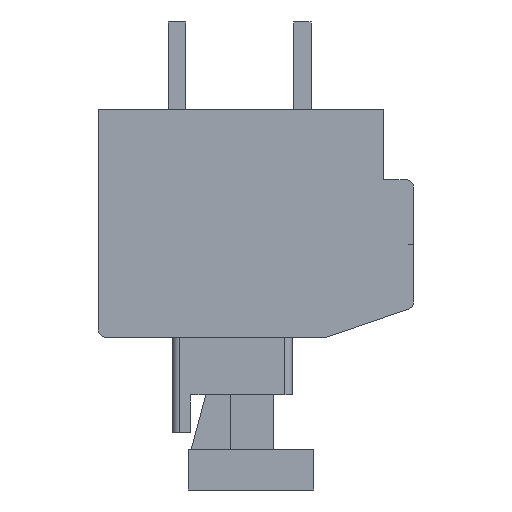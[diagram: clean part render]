
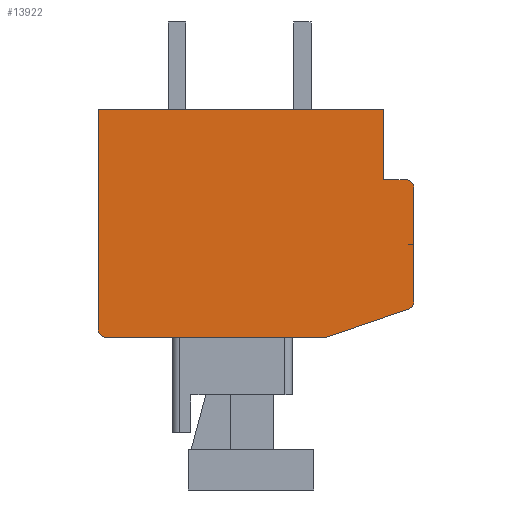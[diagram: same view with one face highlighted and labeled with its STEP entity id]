
A CAD part, front view. The second image highlights one B-rep face of the part: STEP entity #13922.
In plain terms, the highlighted planar face has unit normal (0, -1, 0).
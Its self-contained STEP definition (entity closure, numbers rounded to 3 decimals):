
#1=CARTESIAN_POINT('',(6.,-99.4,-3.136));
#2=DIRECTION('',(0.,-1.,0.));
#3=DIRECTION('',(0.324,0.,-0.946));
#4=AXIS2_PLACEMENT_3D('',#1,#2,#3);
#6=DIRECTION('',(-0.946,0.,-0.324));
#7=VECTOR('',#6,3.486);
#8=CARTESIAN_POINT('',(6.097,-99.4,-3.419));
#9=LINE('',#8,#7);
#10=DIRECTION('',(-1.,0.,0.));
#11=VECTOR('',#10,8.8);
#12=CARTESIAN_POINT('',(2.8,-99.4,-4.55));
#13=LINE('',#12,#11);
#14=CARTESIAN_POINT('',(-6.,-99.4,-4.25));
#15=DIRECTION('',(0.,-1.,0.));
#16=DIRECTION('',(-1.,0.,0.));
#17=AXIS2_PLACEMENT_3D('',#14,#15,#16);
#19=DIRECTION('',(0.,0.,1.));
#20=VECTOR('',#19,8.8);
#21=CARTESIAN_POINT('',(-6.3,-99.4,-4.25));
#22=LINE('',#21,#20);
#23=DIRECTION('',(1.,0.,0.));
#24=VECTOR('',#23,11.4);
#25=CARTESIAN_POINT('',(-6.3,-99.4,4.55));
#26=LINE('',#25,#24);
#27=DIRECTION('',(0.,0.,-1.));
#28=VECTOR('',#27,2.8);
#29=CARTESIAN_POINT('',(5.1,-99.4,4.55));
#30=LINE('',#29,#28);
#31=DIRECTION('',(1.,0.,0.));
#32=VECTOR('',#31,0.9);
#33=CARTESIAN_POINT('',(5.1,-99.4,1.75));
#34=LINE('',#33,#32);
#35=CARTESIAN_POINT('',(6.,-99.4,1.45));
#36=DIRECTION('',(0.,-1.,0.));
#37=DIRECTION('',(1.,0.,0.));
#38=AXIS2_PLACEMENT_3D('',#35,#36,#37);
#40=DIRECTION('',(0.,0.,-1.));
#41=VECTOR('',#40,4.586);
#42=CARTESIAN_POINT('',(6.3,-99.4,1.45));
#43=LINE('',#42,#41);
#10623=CARTESIAN_POINT('',(-6.3,-99.4,4.55));
#10624=CARTESIAN_POINT('',(5.1,-99.4,4.55));
#10625=VERTEX_POINT('',#10623);
#10626=VERTEX_POINT('',#10624);
#10627=CARTESIAN_POINT('',(5.1,-99.4,1.75));
#10628=VERTEX_POINT('',#10627);
#10629=CARTESIAN_POINT('',(6.097,-99.4,-3.419));
#10630=CARTESIAN_POINT('',(6.3,-99.4,-3.136));
#10631=VERTEX_POINT('',#10629);
#10632=VERTEX_POINT('',#10630);
#10633=CARTESIAN_POINT('',(6.3,-99.4,1.45));
#10634=CARTESIAN_POINT('',(6.,-99.4,1.75));
#10635=VERTEX_POINT('',#10633);
#10636=VERTEX_POINT('',#10634);
#10637=CARTESIAN_POINT('',(-6.3,-99.4,-4.25));
#10638=CARTESIAN_POINT('',(-6.,-99.4,-4.55));
#10639=VERTEX_POINT('',#10637);
#10640=VERTEX_POINT('',#10638);
#10641=CARTESIAN_POINT('',(2.8,-99.4,-4.55));
#10642=VERTEX_POINT('',#10641);
#13895=CARTESIAN_POINT('',(0.,-99.4,0.));
#13896=DIRECTION('',(0.,1.,0.));
#13897=DIRECTION('',(1.,0.,0.));
#13898=AXIS2_PLACEMENT_3D('',#13895,#13896,#13897);
#13899=PLANE('',#13898);
#13901=ORIENTED_EDGE('',*,*,#13900,.F.);
#13903=ORIENTED_EDGE('',*,*,#13902,.T.);
#13905=ORIENTED_EDGE('',*,*,#13904,.T.);
#13907=ORIENTED_EDGE('',*,*,#13906,.F.);
#13909=ORIENTED_EDGE('',*,*,#13908,.T.);
#13911=ORIENTED_EDGE('',*,*,#13910,.T.);
#13913=ORIENTED_EDGE('',*,*,#13912,.T.);
#13915=ORIENTED_EDGE('',*,*,#13914,.T.);
#13917=ORIENTED_EDGE('',*,*,#13916,.F.);
#13919=ORIENTED_EDGE('',*,*,#13918,.T.);
#13920=EDGE_LOOP('',(#13901,#13903,#13905,#13907,#13909,#13911,#13913,#13915,
#13917,#13919));
#13921=FACE_OUTER_BOUND('',#13920,.F.);
#13922=ADVANCED_FACE('',(#13921),#13899,.F.);
#5=CIRCLE('',#4,0.3);
#18=CIRCLE('',#17,0.3);
#39=CIRCLE('',#38,0.3);
#13900=EDGE_CURVE('',#10631,#10632,#5,.T.);
#13902=EDGE_CURVE('',#10631,#10642,#9,.T.);
#13904=EDGE_CURVE('',#10642,#10640,#13,.T.);
#13906=EDGE_CURVE('',#10639,#10640,#18,.T.);
#13908=EDGE_CURVE('',#10639,#10625,#22,.T.);
#13910=EDGE_CURVE('',#10625,#10626,#26,.T.);
#13912=EDGE_CURVE('',#10626,#10628,#30,.T.);
#13914=EDGE_CURVE('',#10628,#10636,#34,.T.);
#13916=EDGE_CURVE('',#10635,#10636,#39,.T.);
#13918=EDGE_CURVE('',#10635,#10632,#43,.T.);
